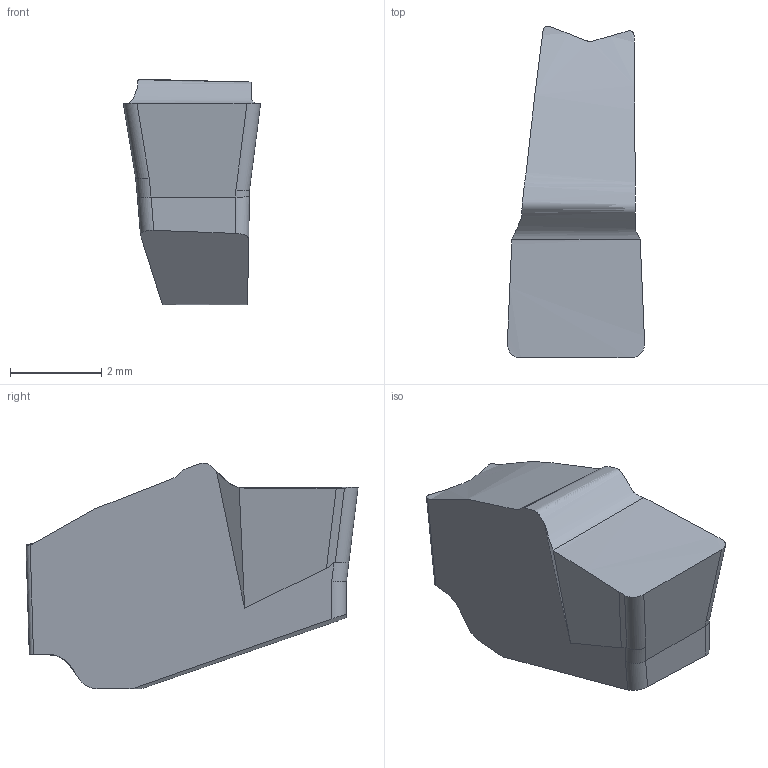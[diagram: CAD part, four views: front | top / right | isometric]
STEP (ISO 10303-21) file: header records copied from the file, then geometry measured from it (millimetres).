
FILE_DESCRIPTION(/* description */ (''),/* implementation_level */ '2;1');
FILE_NAME(/* name */ 'aaa337714_a.stp',/* time_stamp */ '2019-09-17T09:59:24+02:00',/* author */ (''),/* organization */ ('SMS'),/* preprocessor_version */ 'ST-DEVELOPER v16.7',/* originating_system */ 'SIEMENS PLM Software NX 12.0',/* authorisation */ '');
FILE_SCHEMA (('AUTOMOTIVE_DESIGN { 1 0 10303 214 3 1 1 1 }'));
Length unit declared in the file: millimetre
Products named in the file (1): AAA337714_A
Bounding box: 3 x 7.27 x 4.95 mm (x, y, z)
Volume: 55.6 mm3; surface area: 96.2 mm2
Topology: 1 solids, 1 shells, 24 faces, 77 edges, 57 vertices
Faces by surface type: plane 10, cylinder 9, bspline 5
Entity records: 6446 total; most frequent: CARTESIAN_POINT 5795, ORIENTED_EDGE 152, DIRECTION 84, EDGE_CURVE 76, VERTEX_POINT 54, B_SPLINE_CURVE_WITH_KNOTS 44, AXIS2_PLACEMENT_3D 29, LINE 26
